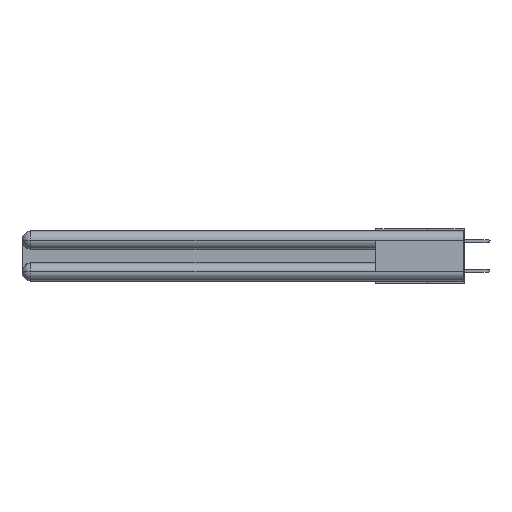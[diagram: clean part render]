
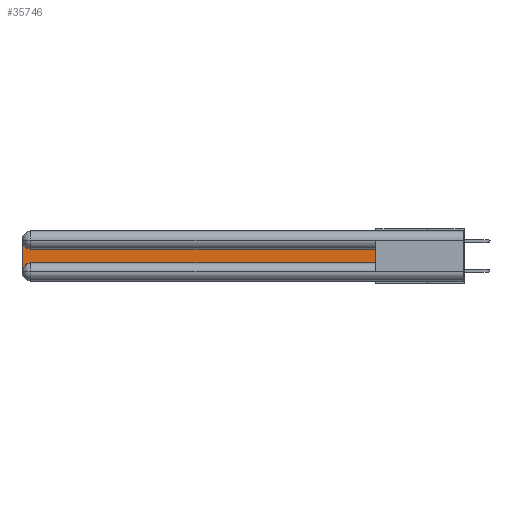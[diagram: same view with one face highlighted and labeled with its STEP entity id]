
A CAD part, left-side view. The second image highlights one B-rep face of the part: STEP entity #35746.
In plain terms, the highlighted planar face has unit normal (-1, 0, 0).
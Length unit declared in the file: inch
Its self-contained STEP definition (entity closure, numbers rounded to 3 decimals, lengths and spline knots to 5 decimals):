
#17 = VERTEX_POINT ( 'NONE', #5355 ) ;
#584 = CIRCLE ( 'NONE', #24088, 0.06 ) ;
#758 = ORIENTED_EDGE ( 'NONE', *, *, #18398, .T. ) ;
#3763 = CARTESIAN_POINT ( 'NONE',  ( 0.075, 0.6, -0.2175 ) ) ;
#4056 = FACE_OUTER_BOUND ( 'NONE', #9270, .T. ) ;
#4644 = ORIENTED_EDGE ( 'NONE', *, *, #32456, .T. ) ;
#5040 = CARTESIAN_POINT ( 'NONE',  ( 0.075, 2.94, -0.0625 ) ) ;
#5355 = CARTESIAN_POINT ( 'NONE',  ( 0.075, 2.94, -0.1225 ) ) ;
#5708 = EDGE_CURVE ( 'NONE', #30406, #9304, #25089, .T. ) ;
#5822 = EDGE_CURVE ( 'NONE', #9304, #17, #30320, .T. ) ;
#5937 = CARTESIAN_POINT ( 'NONE',  ( 0.075, 2.94, -0.2775 ) ) ;
#6700 = ORIENTED_EDGE ( 'NONE', *, *, #9354, .T. ) ;
#6872 = VECTOR ( 'NONE', #18367, 39.37008 ) ;
#7195 = CARTESIAN_POINT ( 'NONE',  ( 0.075, 0.6, -0.2175 ) ) ;
#7837 = DIRECTION ( 'NONE',  ( 0., 0., -1. ) ) ;
#8843 = LINE ( 'NONE', #7195, #22772 ) ;
#9270 = EDGE_LOOP ( 'NONE', ( #24209, #758, #4644, #6700, #31520, #21345 ) ) ;
#9304 = VERTEX_POINT ( 'NONE', #14352 ) ;
#9354 = EDGE_CURVE ( 'NONE', #13200, #30828, #10451, .T. ) ;
#10128 = DIRECTION ( 'NONE',  ( 0., 0., 1. ) ) ;
#10451 = CIRCLE ( 'NONE', #17399, 0.06 ) ;
#11405 = DIRECTION ( 'NONE',  ( 1., 0., 0. ) ) ;
#11867 = CARTESIAN_POINT ( 'NONE',  ( 0.075, 3., -0.0625 ) ) ;
#12817 = DIRECTION ( 'NONE',  ( 0., 1., 0. ) ) ;
#13200 = VERTEX_POINT ( 'NONE', #23480 ) ;
#14352 = CARTESIAN_POINT ( 'NONE',  ( 0.075, 0.6, -0.1225 ) ) ;
#16569 = VERTEX_POINT ( 'NONE', #11867 ) ;
#17399 = AXIS2_PLACEMENT_3D ( 'NONE', #5937, #11405, #22279 ) ;
#18367 = DIRECTION ( 'NONE',  ( 0., 0., -1. ) ) ;
#18398 = EDGE_CURVE ( 'NONE', #17, #16569, #584, .T. ) ;
#20296 = AXIS2_PLACEMENT_3D ( 'NONE', #29742, #24380, #32839 ) ;
#21345 = ORIENTED_EDGE ( 'NONE', *, *, #5708, .T. ) ;
#22279 = DIRECTION ( 'NONE',  ( 0., 0., -1. ) ) ;
#22772 = VECTOR ( 'NONE', #26673, 39.37008 ) ;
#23137 = EDGE_CURVE ( 'NONE', #30828, #30406, #8843, .T. ) ;
#23480 = CARTESIAN_POINT ( 'NONE',  ( 0.075, 3., -0.2775 ) ) ;
#23893 = CARTESIAN_POINT ( 'NONE',  ( 0.075, 0.6, -0.1225 ) ) ;
#24088 = AXIS2_PLACEMENT_3D ( 'NONE', #5040, #24501, #7837 ) ;
#24148 = PLANE ( 'NONE',  #20296 ) ;
#24209 = ORIENTED_EDGE ( 'NONE', *, *, #5822, .T. ) ;
#24380 = DIRECTION ( 'NONE',  ( 1., 0., 0. ) ) ;
#24501 = DIRECTION ( 'NONE',  ( 1., 0., 0. ) ) ;
#25089 = LINE ( 'NONE', #31388, #28571 ) ;
#26673 = DIRECTION ( 'NONE',  ( 0., -1., 0. ) ) ;
#28571 = VECTOR ( 'NONE', #10128, 39.37008 ) ;
#29742 = CARTESIAN_POINT ( 'NONE',  ( 0.075, 3., -0.1225 ) ) ;
#30320 = LINE ( 'NONE', #23893, #35054 ) ;
#30397 = LINE ( 'NONE', #35167, #6872 ) ;
#30406 = VERTEX_POINT ( 'NONE', #3763 ) ;
#30828 = VERTEX_POINT ( 'NONE', #32767 ) ;
#31388 = CARTESIAN_POINT ( 'NONE',  ( 0.075, 0.6, -0.2175 ) ) ;
#31520 = ORIENTED_EDGE ( 'NONE', *, *, #23137, .T. ) ;
#32456 = EDGE_CURVE ( 'NONE', #16569, #13200, #30397, .T. ) ;
#32767 = CARTESIAN_POINT ( 'NONE',  ( 0.075, 2.94, -0.2175 ) ) ;
#32839 = DIRECTION ( 'NONE',  ( 0., 0., -1. ) ) ;
#35054 = VECTOR ( 'NONE', #12817, 39.37008 ) ;
#35167 = CARTESIAN_POINT ( 'NONE',  ( 0.075, 3., -0.2175 ) ) ;
#35746 = ADVANCED_FACE ( 'NONE', ( #4056 ), #24148, .F. ) ;
